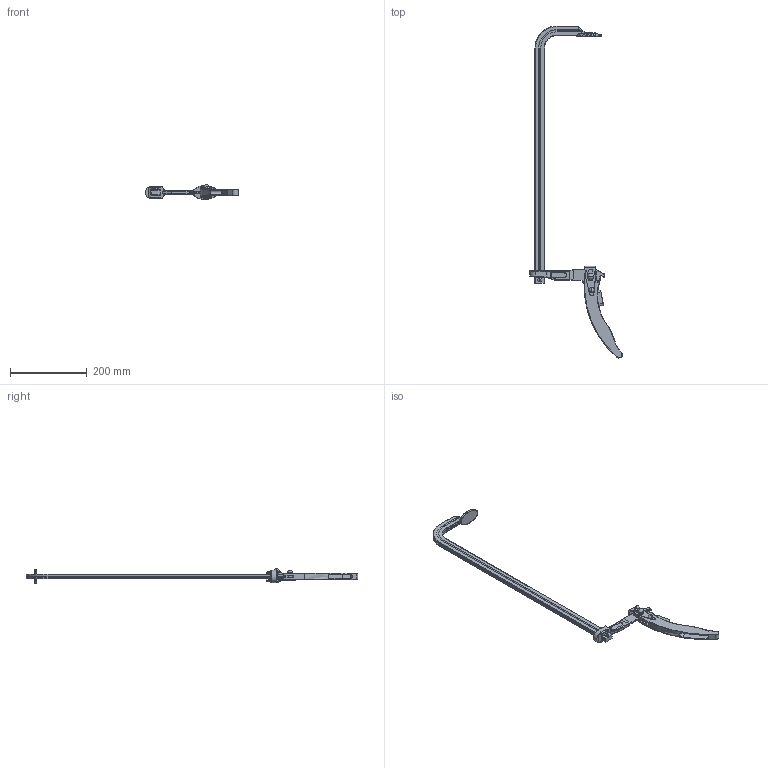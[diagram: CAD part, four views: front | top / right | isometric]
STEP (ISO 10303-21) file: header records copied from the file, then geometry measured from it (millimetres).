
FILE_DESCRIPTION (( 'STEP AP214' ), '1' );
FILE_NAME ('GH-G60L.STEP', '2025-12-23T05:23:26', ( '' ), ( '' ), 'SwSTEP 2.0', 'SolidWorks 2016', '' );
FILE_SCHEMA (( 'AUTOMOTIVE_DESIGN' ));
Length unit declared in the file: millimetre
Products named in the file (9): 錨璃14; G60L01; G60L08; 錨璃10; 錨璃8; GH-G60L; G60L05; 錨璃13; 錨璃7
Assembly tree (8 placements, depth 2):
  GH-G60L
    G60L08
    G60L05
    G60L01
    錨璃7
    錨璃10
    錨璃13
    錨璃8
    錨璃14
Bounding box: 241.97 x 865.9 x 38.92 mm (x, y, z)
Volume: 373682.5 mm3; surface area: 117126.2 mm2
Topology: 8 solids, 8 shells, 619 faces, 1474 edges, 848 vertices
Faces by surface type: cylinder 268, plane 118, torus 115, bspline 64, sphere 45, cone 9
Entity records: 22286 total; most frequent: CARTESIAN_POINT 8343, DIRECTION 2928, ORIENTED_EDGE 2866, EDGE_CURVE 1433, AXIS2_PLACEMENT_3D 1198, VERTEX_POINT 836, EDGE_LOOP 643, CIRCLE 632
